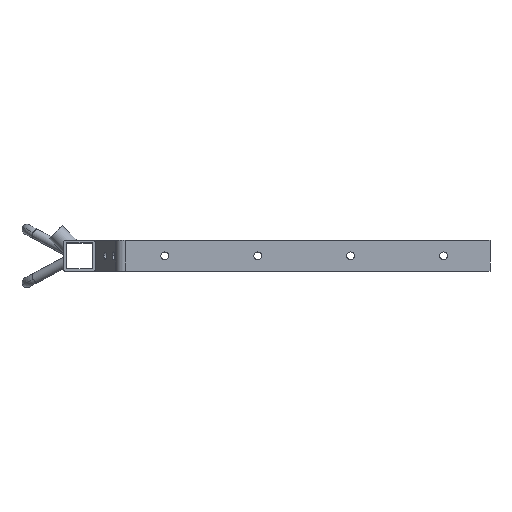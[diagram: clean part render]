
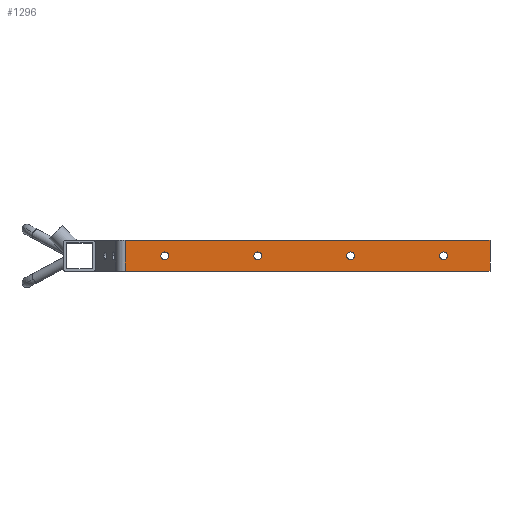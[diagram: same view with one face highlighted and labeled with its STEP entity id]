
A CAD part, top view. The second image highlights one B-rep face of the part: STEP entity #1296.
In plain terms, the highlighted planar face has unit normal (0, 0, 1).
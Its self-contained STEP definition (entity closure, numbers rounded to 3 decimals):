
#18 = CIRCLE ( 'NONE', #2060, 3.1 ) ;
#45 = EDGE_LOOP ( 'NONE', ( #2295, #2651 ) ) ;
#46 = EDGE_CURVE ( 'NONE', #4678, #326, #2214, .T. ) ;
#57 = ORIENTED_EDGE ( 'NONE', *, *, #3438, .T. ) ;
#142 = DIRECTION ( 'NONE',  ( 1., 0., 0. ) ) ;
#205 = FACE_BOUND ( 'NONE', #3968, .T. ) ;
#208 = EDGE_CURVE ( 'NONE', #780, #4545, #18, .T. ) ;
#251 = DIRECTION ( 'NONE',  ( 0., 0., 1. ) ) ;
#287 = ORIENTED_EDGE ( 'NONE', *, *, #666, .F. ) ;
#317 = DIRECTION ( 'NONE',  ( 0., 0., 1. ) ) ;
#326 = VERTEX_POINT ( 'NONE', #908 ) ;
#332 = DIRECTION ( 'NONE',  ( 1., 0., 0. ) ) ;
#335 = ORIENTED_EDGE ( 'NONE', *, *, #1360, .F. ) ;
#360 = VERTEX_POINT ( 'NONE', #4257 ) ;
#397 = DIRECTION ( 'NONE',  ( 1., 0., 0. ) ) ;
#400 = CARTESIAN_POINT ( 'NONE',  ( 309.478, 12.5, 218.977 ) ) ;
#409 = DIRECTION ( 'NONE',  ( 0., 0., 1. ) ) ;
#506 = EDGE_CURVE ( 'NONE', #4545, #780, #3414, .T. ) ;
#547 = DIRECTION ( 'NONE',  ( -1., 0., 0. ) ) ;
#565 = FACE_OUTER_BOUND ( 'NONE', #1013, .T. ) ;
#570 = CIRCLE ( 'NONE', #3328, 3.1 ) ;
#618 = DIRECTION ( 'NONE',  ( 0., 0., 1. ) ) ;
#638 = ORIENTED_EDGE ( 'NONE', *, *, #3686, .F. ) ;
#642 = AXIS2_PLACEMENT_3D ( 'NONE', #2471, #618, #978 ) ;
#666 = EDGE_CURVE ( 'NONE', #3677, #4543, #570, .T. ) ;
#754 = VERTEX_POINT ( 'NONE', #4361 ) ;
#765 = DIRECTION ( 'NONE',  ( 1., 0., 0. ) ) ;
#780 = VERTEX_POINT ( 'NONE', #1645 ) ;
#811 = CARTESIAN_POINT ( 'NONE',  ( 49.48, 25., 218.977 ) ) ;
#814 = CARTESIAN_POINT ( 'NONE',  ( 306.378, 12.5, 218.977 ) ) ;
#882 = VECTOR ( 'NONE', #2317, 1000. ) ;
#908 = CARTESIAN_POINT ( 'NONE',  ( 49.48, 0., 218.977 ) ) ;
#962 = EDGE_CURVE ( 'NONE', #3833, #3901, #1045, .T. ) ;
#978 = DIRECTION ( 'NONE',  ( 1., 0., 0. ) ) ;
#1013 = EDGE_LOOP ( 'NONE', ( #57, #1471, #2746, #335 ) ) ;
#1045 = CIRCLE ( 'NONE', #3879, 3.1 ) ;
#1077 = DIRECTION ( 'NONE',  ( -1., 0., 0. ) ) ;
#1106 = ORIENTED_EDGE ( 'NONE', *, *, #1123, .F. ) ;
#1123 = EDGE_CURVE ( 'NONE', #4543, #3677, #1684, .T. ) ;
#1172 = EDGE_CURVE ( 'NONE', #3901, #3833, #4274, .T. ) ;
#1182 = DIRECTION ( 'NONE',  ( 0., 0., 1. ) ) ;
#1217 = EDGE_LOOP ( 'NONE', ( #3191, #1615 ) ) ;
#1262 = DIRECTION ( 'NONE',  ( 1., 0., 0. ) ) ;
#1294 = LINE ( 'NONE', #2010, #1885 ) ;
#1296 = ADVANCED_FACE ( 'NONE', ( #2791, #4296, #205, #2436, #565 ), #2481, .T. ) ;
#1360 = EDGE_CURVE ( 'NONE', #754, #1642, #3457, .T. ) ;
#1452 = LINE ( 'NONE', #2957, #2867 ) ;
#1462 = AXIS2_PLACEMENT_3D ( 'NONE', #4375, #4761, #332 ) ;
#1471 = ORIENTED_EDGE ( 'NONE', *, *, #46, .T. ) ;
#1543 = DIRECTION ( 'NONE',  ( 0., -1., 0. ) ) ;
#1589 = CARTESIAN_POINT ( 'NONE',  ( 343.878, 326.764, 218.977 ) ) ;
#1615 = ORIENTED_EDGE ( 'NONE', *, *, #1172, .F. ) ;
#1642 = VERTEX_POINT ( 'NONE', #4171 ) ;
#1645 = CARTESIAN_POINT ( 'NONE',  ( 78.278, 12.5, 218.977 ) ) ;
#1660 = DIRECTION ( 'NONE',  ( 1., 0., 0. ) ) ;
#1684 = CIRCLE ( 'NONE', #4593, 3.1 ) ;
#1733 = AXIS2_PLACEMENT_3D ( 'NONE', #4620, #409, #142 ) ;
#1798 = DIRECTION ( 'NONE',  ( 1., 0., 0. ) ) ;
#1856 = CARTESIAN_POINT ( 'NONE',  ( 49.48, 0., 218.977 ) ) ;
#1872 = CARTESIAN_POINT ( 'NONE',  ( 303.278, 12.5, 218.977 ) ) ;
#1885 = VECTOR ( 'NONE', #547, 1000. ) ;
#1929 = CARTESIAN_POINT ( 'NONE',  ( 231.378, 12.5, 218.977 ) ) ;
#1983 = EDGE_CURVE ( 'NONE', #1642, #326, #1452, .T. ) ;
#2010 = CARTESIAN_POINT ( 'NONE',  ( 43.878, 25., 218.977 ) ) ;
#2023 = DIRECTION ( 'NONE',  ( 0., 0., 1. ) ) ;
#2060 = AXIS2_PLACEMENT_3D ( 'NONE', #3298, #317, #1798 ) ;
#2094 = DIRECTION ( 'NONE',  ( 1., 0., 0. ) ) ;
#2214 = LINE ( 'NONE', #1856, #882 ) ;
#2257 = CARTESIAN_POINT ( 'NONE',  ( 159.478, 12.5, 218.977 ) ) ;
#2295 = ORIENTED_EDGE ( 'NONE', *, *, #208, .F. ) ;
#2317 = DIRECTION ( 'NONE',  ( 0., -1., 0. ) ) ;
#2389 = CIRCLE ( 'NONE', #1462, 3.1 ) ;
#2412 = CARTESIAN_POINT ( 'NONE',  ( 43.878, 326.764, 218.977 ) ) ;
#2436 = FACE_BOUND ( 'NONE', #45, .T. ) ;
#2471 = CARTESIAN_POINT ( 'NONE',  ( 81.378, 12.5, 218.977 ) ) ;
#2481 = PLANE ( 'NONE',  #2704 ) ;
#2495 = EDGE_LOOP ( 'NONE', ( #1106, #287 ) ) ;
#2555 = EDGE_CURVE ( 'NONE', #4644, #360, #2389, .T. ) ;
#2651 = ORIENTED_EDGE ( 'NONE', *, *, #506, .F. ) ;
#2704 = AXIS2_PLACEMENT_3D ( 'NONE', #2412, #251, #1262 ) ;
#2746 = ORIENTED_EDGE ( 'NONE', *, *, #1983, .F. ) ;
#2789 = CARTESIAN_POINT ( 'NONE',  ( 306.378, 12.5, 218.977 ) ) ;
#2791 = FACE_BOUND ( 'NONE', #1217, .T. ) ;
#2867 = VECTOR ( 'NONE', #1077, 1000. ) ;
#2957 = CARTESIAN_POINT ( 'NONE',  ( 43.878, 0., 218.977 ) ) ;
#3191 = ORIENTED_EDGE ( 'NONE', *, *, #962, .F. ) ;
#3298 = CARTESIAN_POINT ( 'NONE',  ( 81.378, 12.5, 218.977 ) ) ;
#3328 = AXIS2_PLACEMENT_3D ( 'NONE', #4626, #2023, #1660 ) ;
#3414 = CIRCLE ( 'NONE', #642, 3.1 ) ;
#3438 = EDGE_CURVE ( 'NONE', #754, #4678, #1294, .T. ) ;
#3457 = LINE ( 'NONE', #1589, #3492 ) ;
#3492 = VECTOR ( 'NONE', #1543, 1000. ) ;
#3677 = VERTEX_POINT ( 'NONE', #3866 ) ;
#3686 = EDGE_CURVE ( 'NONE', #360, #4644, #4795, .T. ) ;
#3783 = ORIENTED_EDGE ( 'NONE', *, *, #2555, .F. ) ;
#3833 = VERTEX_POINT ( 'NONE', #1872 ) ;
#3866 = CARTESIAN_POINT ( 'NONE',  ( 234.478, 12.5, 218.977 ) ) ;
#3879 = AXIS2_PLACEMENT_3D ( 'NONE', #2789, #4293, #2094 ) ;
#3901 = VERTEX_POINT ( 'NONE', #400 ) ;
#3968 = EDGE_LOOP ( 'NONE', ( #638, #3783 ) ) ;
#4089 = CARTESIAN_POINT ( 'NONE',  ( 84.478, 12.5, 218.977 ) ) ;
#4115 = CARTESIAN_POINT ( 'NONE',  ( 228.278, 12.5, 218.977 ) ) ;
#4122 = DIRECTION ( 'NONE',  ( 0., 0., 1. ) ) ;
#4171 = CARTESIAN_POINT ( 'NONE',  ( 343.878, 0., 218.977 ) ) ;
#4257 = CARTESIAN_POINT ( 'NONE',  ( 153.278, 12.5, 218.977 ) ) ;
#4274 = CIRCLE ( 'NONE', #4436, 3.1 ) ;
#4293 = DIRECTION ( 'NONE',  ( 0., 0., 1. ) ) ;
#4296 = FACE_BOUND ( 'NONE', #2495, .T. ) ;
#4361 = CARTESIAN_POINT ( 'NONE',  ( 343.878, 25., 218.977 ) ) ;
#4375 = CARTESIAN_POINT ( 'NONE',  ( 156.378, 12.5, 218.977 ) ) ;
#4436 = AXIS2_PLACEMENT_3D ( 'NONE', #814, #4122, #765 ) ;
#4543 = VERTEX_POINT ( 'NONE', #4115 ) ;
#4545 = VERTEX_POINT ( 'NONE', #4089 ) ;
#4593 = AXIS2_PLACEMENT_3D ( 'NONE', #1929, #1182, #397 ) ;
#4620 = CARTESIAN_POINT ( 'NONE',  ( 156.378, 12.5, 218.977 ) ) ;
#4626 = CARTESIAN_POINT ( 'NONE',  ( 231.378, 12.5, 218.977 ) ) ;
#4644 = VERTEX_POINT ( 'NONE', #2257 ) ;
#4678 = VERTEX_POINT ( 'NONE', #811 ) ;
#4761 = DIRECTION ( 'NONE',  ( 0., 0., 1. ) ) ;
#4795 = CIRCLE ( 'NONE', #1733, 3.1 ) ;
